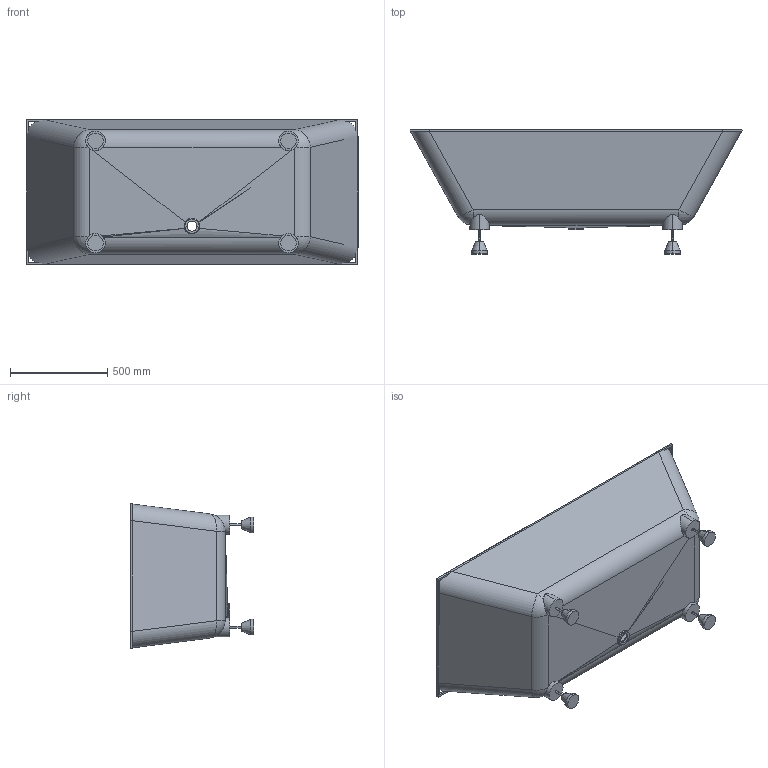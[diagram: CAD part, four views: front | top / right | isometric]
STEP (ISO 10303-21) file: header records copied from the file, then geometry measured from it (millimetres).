
FILE_DESCRIPTION (( 'STEP AP214' ), '1' );
FILE_NAME ('ER-1.STEP', '2018-04-13T11:42:27', ( 'Admin' ), ( '' ), 'SwSTEP 2.0', 'SolidWorks 2017', '' );
FILE_SCHEMA (( 'AUTOMOTIVE_DESIGN' ));
Length unit declared in the file: millimetre
Products named in the file (1): ER-1
Bounding box: 1702.87 x 635 x 740.16 mm (x, y, z)
Volume: 29244939.7 mm3; surface area: 5738483.7 mm2
Topology: 2 solids, 2 shells, 108 faces, 268 edges, 164 vertices
Faces by surface type: cylinder 44, plane 32, bspline 16, cone 8, sphere 8
Entity records: 10701 total; most frequent: CARTESIAN_POINT 8027, ORIENTED_EDGE 520, DIRECTION 438, EDGE_CURVE 260, AXIS2_PLACEMENT_3D 169, VERTEX_POINT 164, EDGE_LOOP 120, ADVANCED_FACE 108
